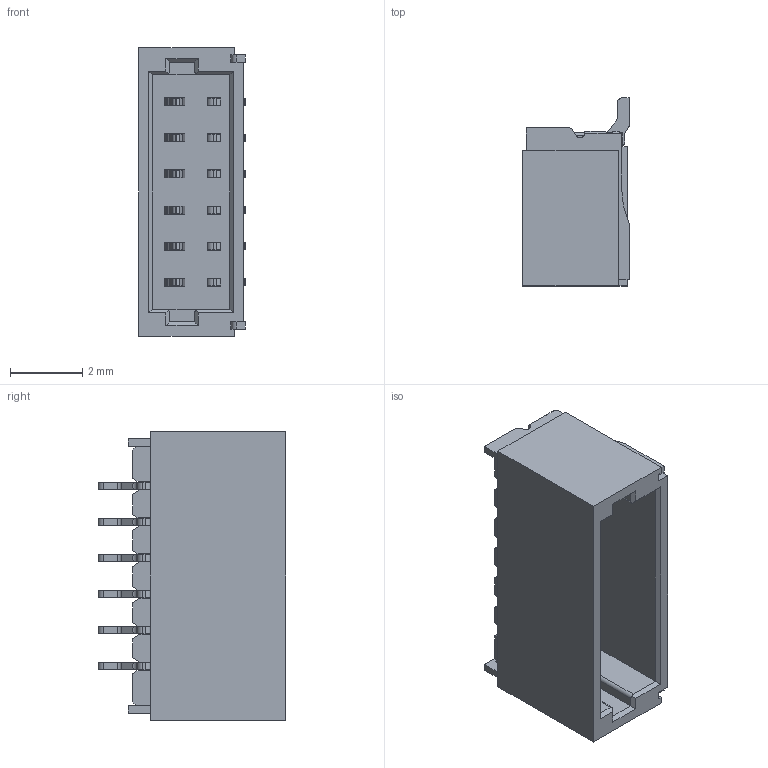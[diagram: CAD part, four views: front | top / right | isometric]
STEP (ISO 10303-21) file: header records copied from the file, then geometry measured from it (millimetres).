
FILE_DESCRIPTION(('CoCreate Modeling STEP Export'),'2;1');
FILE_NAME('1.0-6pin 卧贴3D成品图.stp','2022-08-05T18:50:00',(''),(''),'CoCreate Modeling STEP processor for AP214 (Solid Model)','CoCreate Modeling 16.00 13-May-2008 (C) Parametric Technology GmbH','');
FILE_SCHEMA(('AUTOMOTIVE_DESIGN { 1 0 10303 214 1 1 1 1 }'));
Length unit declared in the file: millimetre
Products named in the file (2): 6pin
Assembly tree (1 placements, depth 2):
  6pin
    6pin
Bounding box: 2.95 x 5.21 x 8 mm (x, y, z)
Volume: 53.4 mm3; surface area: 302.5 mm2
Topology: 1 solids, 1 shells, 593 faces, 1914 edges, 1248 vertices
Faces by surface type: plane 379, cylinder 214
Entity records: 20565 total; most frequent: ORIENTED_EDGE 3828, CARTESIAN_POINT 3609, DIRECTION 3380, EDGE_CURVE 1914, VECTOR 1342, LINE 1342, VERTEX_POINT 1248, AXIS2_PLACEMENT_3D 1019
